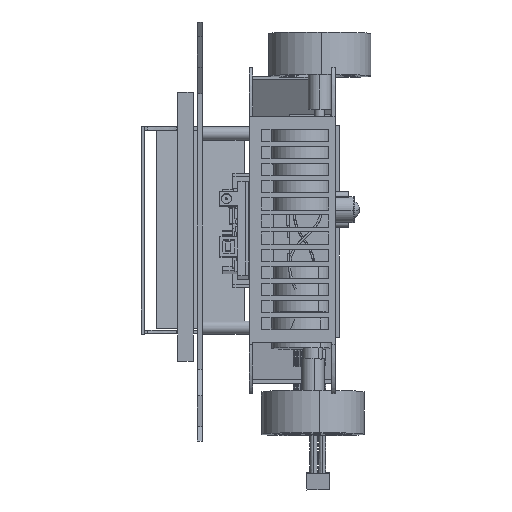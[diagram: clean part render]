
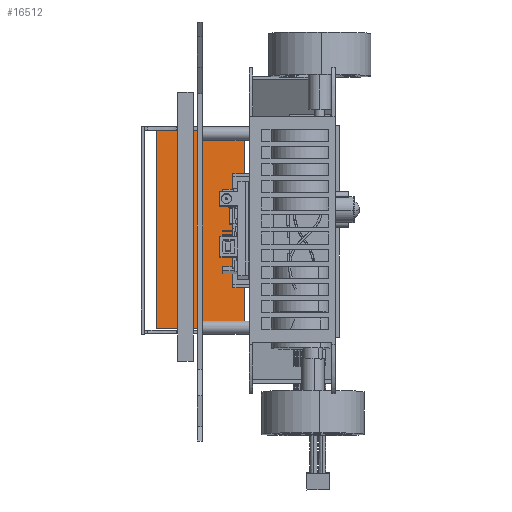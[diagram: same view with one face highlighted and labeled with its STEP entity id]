
A CAD part, left-side view. The second image highlights one B-rep face of the part: STEP entity #16512.
In plain terms, the highlighted free-form (B-spline) face has degree [2, 1] with [3, 2] control points.
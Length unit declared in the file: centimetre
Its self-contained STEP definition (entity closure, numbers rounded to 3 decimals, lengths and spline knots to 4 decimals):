
#459 = VERTEX_POINT ( 'NONE', #3022 ) ;
#2503 = CARTESIAN_POINT ( 'NONE',  ( -1.2762, 10.8563, -6.0385 ) ) ;
#2818 = CARTESIAN_POINT ( 'NONE',  ( -1.2762, 10.8563, -6.0385 ) ) ;
#3022 = CARTESIAN_POINT ( 'NONE',  ( -0.3518, 5.4825, -6.0385 ) ) ;
#5383 = CARTESIAN_POINT ( 'NONE',  ( -0.64, 8.1973, 6.1615 ) ) ;
#5894 = CARTESIAN_POINT ( 'NONE',  ( -0.3518, 5.4825, -6.0385 ) ) ;
#7495 = EDGE_CURVE ( 'NONE', #34937, #29154, #28173, .T. ) ;
#8575 = CARTESIAN_POINT ( 'NONE',  ( -0.3518, 5.4825, 6.1615 ) ) ;
#9784 = CARTESIAN_POINT ( 'NONE',  ( -1.2762, 10.8563, -6.0385 ) ) ;
#10152 = CARTESIAN_POINT ( 'NONE',  ( -1.2762, 10.8563, 6.1615 ) ) ;
#10263 = ORIENTED_EDGE ( 'NONE', *, *, #22851, .F. ) ;
#13026 = ORIENTED_EDGE ( 'NONE', *, *, #7495, .T. ) ;
#14533 = ORIENTED_EDGE ( 'NONE', *, *, #22452, .T. ) ;
#16087 = CARTESIAN_POINT ( 'NONE',  ( -1.2762, 10.8563, 6.1615 ) ) ;
#16167 = VECTOR ( 'NONE', #29935, 100. ) ;
#16482 = VERTEX_POINT ( 'NONE', #17687 ) ;
#16512 = ADVANCED_FACE ( 'NONE', ( #20621 ), #34753, .F. ) ;
#17687 = CARTESIAN_POINT ( 'NONE',  ( -1.2762, 10.8563, -6.0385 ) ) ;
#17795 = B_SPLINE_CURVE_WITH_KNOTS ( 'NONE', 2,
 ( #33819, #18577, #9784 ),
 .UNSPECIFIED., .F., .F.,
 ( 3, 3 ),
 ( 0., 1. ),
 .UNSPECIFIED. ) ;
#18577 = CARTESIAN_POINT ( 'NONE',  ( -0.64, 8.1973, -6.0385 ) ) ;
#20236 = CARTESIAN_POINT ( 'NONE',  ( -0.3518, 5.4825, 6.1615 ) ) ;
#20621 = FACE_OUTER_BOUND ( 'NONE', #32666, .T. ) ;
#22452 = EDGE_CURVE ( 'NONE', #459, #34937, #38702, .T. ) ;
#22724 = ORIENTED_EDGE ( 'NONE', *, *, #34758, .F. ) ;
#22851 = EDGE_CURVE ( 'NONE', #16482, #29154, #26764, .T. ) ;
#23569 = CARTESIAN_POINT ( 'NONE',  ( -0.3518, 5.4825, -6.0385 ) ) ;
#24875 = CARTESIAN_POINT ( 'NONE',  ( -0.64, 8.1973, 6.1615 ) ) ;
#26764 = LINE ( 'NONE', #2503, #31884 ) ;
#27994 = CARTESIAN_POINT ( 'NONE',  ( -0.3518, 5.4825, 6.1615 ) ) ;
#28173 = B_SPLINE_CURVE_WITH_KNOTS ( 'NONE', 2,
 ( #27994, #24875, #16087 ),
 .UNSPECIFIED., .F., .F.,
 ( 3, 3 ),
 ( 0., 1. ),
 .UNSPECIFIED. ) ;
#29046 = CARTESIAN_POINT ( 'NONE',  ( -0.64, 8.1973, -6.0385 ) ) ;
#29154 = VERTEX_POINT ( 'NONE', #10152 ) ;
#29493 = DIRECTION ( 'NONE',  ( 0., 0., 1. ) ) ;
#29613 = CARTESIAN_POINT ( 'NONE',  ( -1.2762, 10.8563, 6.1615 ) ) ;
#29935 = DIRECTION ( 'NONE',  ( 0., 0., 1. ) ) ;
#31884 = VECTOR ( 'NONE', #29493, 100. ) ;
#32666 = EDGE_LOOP ( 'NONE', ( #13026, #10263, #22724, #14533 ) ) ;
#33819 = CARTESIAN_POINT ( 'NONE',  ( -0.3518, 5.4825, -6.0385 ) ) ;
#34753 = B_SPLINE_SURFACE_WITH_KNOTS ( 'NONE', 2, 1, ( 
 ( #23569, #20236 ),
 ( #29046, #5383 ),
 ( #2818, #29613 ) ),
 .UNSPECIFIED., .F., .F., .F.,
 ( 3, 3 ),
 ( 2, 2 ),
 ( 0., 1. ),
 ( 0., 1. ),
 .UNSPECIFIED. ) ;
#34758 = EDGE_CURVE ( 'NONE', #459, #16482, #17795, .T. ) ;
#34937 = VERTEX_POINT ( 'NONE', #8575 ) ;
#38702 = LINE ( 'NONE', #5894, #16167 ) ;
